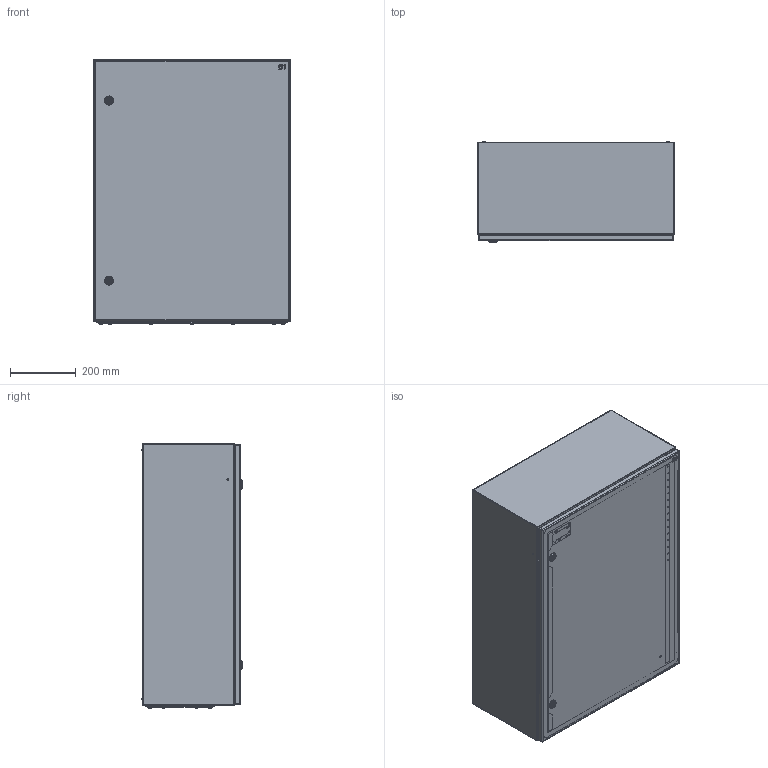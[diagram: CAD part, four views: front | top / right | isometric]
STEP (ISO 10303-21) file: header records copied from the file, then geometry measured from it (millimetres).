
FILE_DESCRIPTION((''),'2;1');
FILE_NAME('GT_80_60_30_ASM','2021-11-04T',('marketing.praksa'),('Audax d.o.o.'),'CREO PARAMETRIC BY PTC INC, 2017480','CREO PARAMETRIC BY PTC INC, 2017480','');
FILE_SCHEMA(('AUTOMOTIVE_DESIGN { 1 0 10303 214 1 1 1 1 }'));
Products named in the file (52): KOR_GT_80-60-30_1; PRZEPUST_1_2_3_4_5_6_7_8_9_1_1; ZAWIAS_1_2_3_4_5_6_7_8_9_1_1; TULEJA_1_2_3_4_5_6_7_8_9_1_1; PLYTA_1_2_3_4_5_6_7_8_9_1_1; NAKRETKA_M8_1_2_3_4_5_6_7_8_9_2; ZASLEPKA_10_7_1_2_3_4_5_6_7_8_9; SCREWS_80-60-30_1_1; SCREWS_80-60-30_1_2; SCREWS_80-60-30_1_3; SCREWS_80-60-30_1_4; SCREWS_80-60-30_1_5; SCREWS_80-60-30_1_6; SCREWS_80-60-30_1_7; SCREWS_80-60-30_1_8; SCREWS_80-60-30_1_9; SCREWS_80-60-30_1_10; SCREWS_80-60-30_1_11; SCREWS_80-60-30_1_12; SCREWS_80-60-30_1_13; SCREWS_80-60-30_1_14; PRT0061_1_1_1_1; PRT0062_1_1_1_1; DRZWI_1_2_3_4_5_6_7_8_9_10___17; 1_EB_1000-U6_H__KORPUS-47599__6; 1_EB_1000-U6_H__WK_ADKA-47600_7; 1_EB_1000-U6_H__SRUBA-47601_1_6; DRZWI_1_2_3_4_5_6_7_8_9_10___43; 1_EB_1000-U6_H__NAKR_TKA-476_11; DRZWI_1_2_3_4_5_6_7_8_9_10___44; 1_EB_1000-U6_H__KORPUS-47605__6; 1_EB_1000-U6_H__WK_ADKA-47606_7; 1_EB_1000-U6_H__SRUBA-47607_1_6; DRZWI_1_2_3_4_5_6_7_8_9_10___45; 1_EB_1000-U6_H__NAKR_TKA-476_12; DRZWI_1_2_3_4_5_6_7_8_9_10___46; DRZWI_1_2_3_4_5_6_7_8_9_10___47; DRZWI_1_2_3_4_5_6_7_8_9_10_1_52; ZAWIAS_3_ST47_002_ELEMENT-47__8; ZAWIAS_3_ST47_002_ELEMENT-47__9 ...
Assembly tree (62 placements, depth 2):
  GT_80_60_30_ASM
    KOR_GT_80-60-30_1
    PRZEPUST_1_2_3_4_5_6_7_8_9_1_1
    ZAWIAS_1_2_3_4_5_6_7_8_9_1_1  x3
    TULEJA_1_2_3_4_5_6_7_8_9_1_1  x4
    PLYTA_1_2_3_4_5_6_7_8_9_1_1
    NAKRETKA_M8_1_2_3_4_5_6_7_8_9_2  x4
    ZASLEPKA_10_7_1_2_3_4_5_6_7_8_9  x4
    SCREWS_80-60-30_1_1
    SCREWS_80-60-30_1_2
    SCREWS_80-60-30_1_3
    SCREWS_80-60-30_1_4
    SCREWS_80-60-30_1_5
    SCREWS_80-60-30_1_6
    SCREWS_80-60-30_1_7
    SCREWS_80-60-30_1_8
    SCREWS_80-60-30_1_9
    SCREWS_80-60-30_1_10
    SCREWS_80-60-30_1_11
    SCREWS_80-60-30_1_12
    SCREWS_80-60-30_1_13
    SCREWS_80-60-30_1_14
    PRT0061_1_1_1_1
    PRT0062_1_1_1_1
    DRZWI_1_2_3_4_5_6_7_8_9_10___17
    1_EB_1000-U6_H__KORPUS-47599__6
    1_EB_1000-U6_H__WK_ADKA-47600_7
    1_EB_1000-U6_H__SRUBA-47601_1_6
    DRZWI_1_2_3_4_5_6_7_8_9_10___43
    1_EB_1000-U6_H__NAKR_TKA-476_11
    DRZWI_1_2_3_4_5_6_7_8_9_10___44
    1_EB_1000-U6_H__KORPUS-47605__6
    1_EB_1000-U6_H__WK_ADKA-47606_7
    1_EB_1000-U6_H__SRUBA-47607_1_6
    DRZWI_1_2_3_4_5_6_7_8_9_10___45
    1_EB_1000-U6_H__NAKR_TKA-476_12
    DRZWI_1_2_3_4_5_6_7_8_9_10___46
    DRZWI_1_2_3_4_5_6_7_8_9_10___47
    DRZWI_1_2_3_4_5_6_7_8_9_10_1_52
    ZAWIAS_3_ST47_002_ELEMENT-47__8
    ZAWIAS_3_ST47_002_ELEMENT-47__9
    DRZWI_1_2_3_4_5_6_7_8_9_10_1_53
    ZAWIAS_3_ST47_002_ELEMENT-47_10
    DRZWI_1_2_3_4_5_6_7_8_9_10___48
    DRZWI_1_2_3_4_5_6_7_8_9_10___49
    ANSI_B27_7M_3CMI-4-47613_1_1__5
    ANSI_B27_7M_3CMI-4-47614_1_1__5
    DRZWI_1_2_3_4_5_6_7_8_9_10_30_9
    ANSI_B27_7M_3CMI-4-47618_1_1__5
    ETI_LOGO_1_1_1_1_1_2_3_4_5_6_12
    ETI_LOGO_2_1_1_1_1_2_3_4_5_6_12
    ETI_LOGO_3_1_1_1_1_2_3_4_5_6_12
Bounding box: 600 x 305.94 x 808.44 mm (x, y, z)
Volume: 3809207.4 mm3; surface area: 4989830.1 mm2
Topology: 62 solids, 62 shells, 3285 faces, 9031 edges, 6003 vertices
Faces by surface type: plane 1426, cylinder 1227, torus 192, cone 146, extrusion 136, bspline 98, sphere 60
Entity records: 121342 total; most frequent: CARTESIAN_POINT 23306, DIRECTION 14777, ORIENTED_EDGE 14354, PRESENTATION_STYLE_ASSIGNMENT 7735, STYLED_ITEM 7735, CURVE_STYLE 7177, EDGE_CURVE 7177, AXIS2_PLACEMENT_3D 5545
